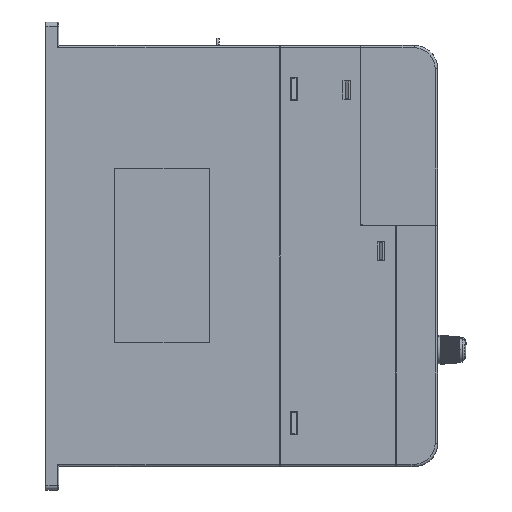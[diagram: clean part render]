
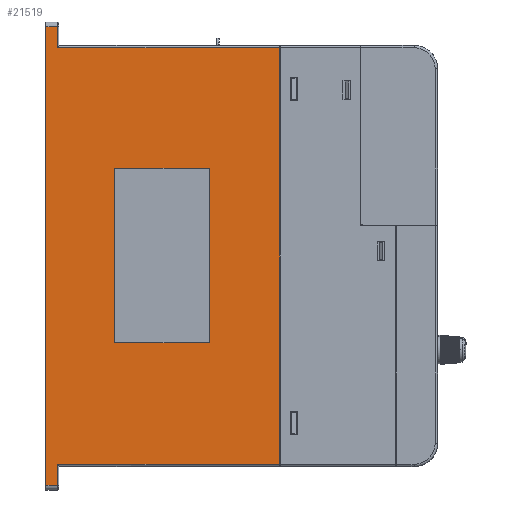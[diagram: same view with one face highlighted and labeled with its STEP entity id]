
A CAD part, left-side view. The second image highlights one B-rep face of the part: STEP entity #21519.
In plain terms, the highlighted planar face has unit normal (-1, 0, 0).
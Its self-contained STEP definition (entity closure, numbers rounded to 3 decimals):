
#293 = ORIENTED_EDGE ( 'NONE', *, *, #83151, .T. ) ;
#2510 = ORIENTED_EDGE ( 'NONE', *, *, #52032, .T. ) ;
#2631 = CARTESIAN_POINT ( 'NONE',  ( -4., -1.05, 179. ) ) ;
#3479 = CARTESIAN_POINT ( 'NONE',  ( -4., -95.9, 1. ) ) ;
#4190 = DIRECTION ( 'NONE',  ( 0., 0., -1. ) ) ;
#4316 = DIRECTION ( 'NONE',  ( 0., 1., 0. ) ) ;
#4830 = CARTESIAN_POINT ( 'NONE',  ( -4., 4., -8. ) ) ;
#5815 = ORIENTED_EDGE ( 'NONE', *, *, #9912, .T. ) ;
#7357 = LINE ( 'NONE', #48868, #73118 ) ;
#9458 = VECTOR ( 'NONE', #9690, 1000. ) ;
#9690 = DIRECTION ( 'NONE',  ( 0., 0., -1. ) ) ;
#9912 = EDGE_CURVE ( 'NONE', #39643, #81497, #38716, .T. ) ;
#10403 = LINE ( 'NONE', #34991, #96925 ) ;
#10747 = CARTESIAN_POINT ( 'NONE',  ( -4., -1.05, -8. ) ) ;
#11647 = EDGE_CURVE ( 'NONE', #86128, #22084, #57073, .T. ) ;
#12206 = LINE ( 'NONE', #3479, #43030 ) ;
#13437 = CARTESIAN_POINT ( 'NONE',  ( -4., -96., 180. ) ) ;
#13612 = ORIENTED_EDGE ( 'NONE', *, *, #85171, .T. ) ;
#14429 = CARTESIAN_POINT ( 'NONE',  ( -4., 4., 188. ) ) ;
#14567 = ORIENTED_EDGE ( 'NONE', *, *, #18542, .T. ) ;
#15157 = LINE ( 'NONE', #4830, #75012 ) ;
#15187 = ORIENTED_EDGE ( 'NONE', *, *, #11647, .T. ) ;
#15630 = VECTOR ( 'NONE', #44085, 1000. ) ;
#15723 = LINE ( 'NONE', #98225, #81313 ) ;
#16268 = DIRECTION ( 'NONE',  ( 0., 1., 0. ) ) ;
#17154 = CARTESIAN_POINT ( 'NONE',  ( -4., -95.9, 179. ) ) ;
#18105 = LINE ( 'NONE', #103259, #77331 ) ;
#18542 = EDGE_CURVE ( 'NONE', #22084, #47960, #93791, .T. ) ;
#21519 = ADVANCED_FACE ( 'NONE', ( #35882, #27669 ), #60990, .F. ) ;
#21671 = ORIENTED_EDGE ( 'NONE', *, *, #71897, .T. ) ;
#21907 = EDGE_CURVE ( 'NONE', #47094, #54703, #10403, .T. ) ;
#22084 = VERTEX_POINT ( 'NONE', #14429 ) ;
#26627 = CARTESIAN_POINT ( 'NONE',  ( -4., 4., 188. ) ) ;
#27115 = VERTEX_POINT ( 'NONE', #88431 ) ;
#27180 = LINE ( 'NONE', #2631, #48032 ) ;
#27669 = FACE_OUTER_BOUND ( 'NONE', #31143, .T. ) ;
#28886 = VERTEX_POINT ( 'NONE', #34315 ) ;
#28922 = DIRECTION ( 'NONE',  ( 0., -1., 0. ) ) ;
#31143 = EDGE_LOOP ( 'NONE', ( #104251, #15187, #14567, #293, #21671, #106902, #98093, #5815 ) ) ;
#31600 = VECTOR ( 'NONE', #4316, 1000. ) ;
#34315 = CARTESIAN_POINT ( 'NONE',  ( -4., -25.4, 127.6 ) ) ;
#34991 = CARTESIAN_POINT ( 'NONE',  ( -4., -1.05, 1. ) ) ;
#35882 = FACE_BOUND ( 'NONE', #95846, .T. ) ;
#35925 = VERTEX_POINT ( 'NONE', #41278 ) ;
#37253 = EDGE_CURVE ( 'NONE', #81497, #86128, #27180, .T. ) ;
#37322 = CARTESIAN_POINT ( 'NONE',  ( -4., -1.05, 188. ) ) ;
#38716 = LINE ( 'NONE', #47974, #31600 ) ;
#39643 = VERTEX_POINT ( 'NONE', #17154 ) ;
#41278 = CARTESIAN_POINT ( 'NONE',  ( -4., -1.05, -8. ) ) ;
#42385 = CARTESIAN_POINT ( 'NONE',  ( -4., -95.9, 1. ) ) ;
#43030 = VECTOR ( 'NONE', #103424, 1000. ) ;
#44085 = DIRECTION ( 'NONE',  ( 0., 0., 1. ) ) ;
#46247 = DIRECTION ( 'NONE',  ( 1., 0., 0. ) ) ;
#47094 = VERTEX_POINT ( 'NONE', #82972 ) ;
#47960 = VERTEX_POINT ( 'NONE', #59071 ) ;
#47974 = CARTESIAN_POINT ( 'NONE',  ( -4., -95.9, 179. ) ) ;
#48032 = VECTOR ( 'NONE', #92767, 1000. ) ;
#48868 = CARTESIAN_POINT ( 'NONE',  ( -4., -25.4, 53. ) ) ;
#52032 = EDGE_CURVE ( 'NONE', #58422, #83966, #15723, .T. ) ;
#52133 = LINE ( 'NONE', #53211, #55797 ) ;
#52242 = LINE ( 'NONE', #10747, #15630 ) ;
#53211 = CARTESIAN_POINT ( 'NONE',  ( -4., -25.4, 127.6 ) ) ;
#54703 = VERTEX_POINT ( 'NONE', #42385 ) ;
#54968 = CARTESIAN_POINT ( 'NONE',  ( -4., -1.05, 179. ) ) ;
#55797 = VECTOR ( 'NONE', #84898, 1000. ) ;
#56504 = DIRECTION ( 'NONE',  ( 0., 0., 1. ) ) ;
#56745 = CARTESIAN_POINT ( 'NONE',  ( -4., -65.9, 53. ) ) ;
#57073 = LINE ( 'NONE', #90392, #80646 ) ;
#57563 = ORIENTED_EDGE ( 'NONE', *, *, #82389, .T. ) ;
#58422 = VERTEX_POINT ( 'NONE', #56745 ) ;
#59071 = CARTESIAN_POINT ( 'NONE',  ( -4., 4., -8. ) ) ;
#59935 = ORIENTED_EDGE ( 'NONE', *, *, #89024, .T. ) ;
#60990 = PLANE ( 'NONE',  #103872 ) ;
#64315 = DIRECTION ( 'NONE',  ( 0., -1., 0. ) ) ;
#65814 = DIRECTION ( 'NONE',  ( 0., 1., 0. ) ) ;
#71897 = EDGE_CURVE ( 'NONE', #35925, #47094, #52242, .T. ) ;
#73118 = VECTOR ( 'NONE', #56504, 1000. ) ;
#75012 = VECTOR ( 'NONE', #64315, 1000. ) ;
#77331 = VECTOR ( 'NONE', #85245, 1000. ) ;
#80646 = VECTOR ( 'NONE', #65814, 1000. ) ;
#81313 = VECTOR ( 'NONE', #16268, 1000. ) ;
#81497 = VERTEX_POINT ( 'NONE', #54968 ) ;
#82389 = EDGE_CURVE ( 'NONE', #83966, #28886, #7357, .T. ) ;
#82972 = CARTESIAN_POINT ( 'NONE',  ( -4., -1.05, 1. ) ) ;
#83151 = EDGE_CURVE ( 'NONE', #47960, #35925, #15157, .T. ) ;
#83966 = VERTEX_POINT ( 'NONE', #93092 ) ;
#84898 = DIRECTION ( 'NONE',  ( 0., -1., 0. ) ) ;
#85171 = EDGE_CURVE ( 'NONE', #28886, #27115, #52133, .T. ) ;
#85245 = DIRECTION ( 'NONE',  ( 0., 0., -1. ) ) ;
#86128 = VERTEX_POINT ( 'NONE', #37322 ) ;
#88431 = CARTESIAN_POINT ( 'NONE',  ( -4., -65.9, 127.6 ) ) ;
#89024 = EDGE_CURVE ( 'NONE', #27115, #58422, #18105, .T. ) ;
#90392 = CARTESIAN_POINT ( 'NONE',  ( -4., -1.05, 188. ) ) ;
#92767 = DIRECTION ( 'NONE',  ( 0., 0., 1. ) ) ;
#93092 = CARTESIAN_POINT ( 'NONE',  ( -4., -25.4, 53. ) ) ;
#93791 = LINE ( 'NONE', #26627, #9458 ) ;
#95682 = EDGE_CURVE ( 'NONE', #54703, #39643, #12206, .T. ) ;
#95846 = EDGE_LOOP ( 'NONE', ( #59935, #2510, #57563, #13612 ) ) ;
#96925 = VECTOR ( 'NONE', #28922, 1000. ) ;
#98093 = ORIENTED_EDGE ( 'NONE', *, *, #95682, .T. ) ;
#98225 = CARTESIAN_POINT ( 'NONE',  ( -4., -65.9, 53. ) ) ;
#103259 = CARTESIAN_POINT ( 'NONE',  ( -4., -65.9, 127.6 ) ) ;
#103424 = DIRECTION ( 'NONE',  ( 0., 0., 1. ) ) ;
#103872 = AXIS2_PLACEMENT_3D ( 'NONE', #13437, #46247, #4190 ) ;
#104251 = ORIENTED_EDGE ( 'NONE', *, *, #37253, .T. ) ;
#106902 = ORIENTED_EDGE ( 'NONE', *, *, #21907, .T. ) ;
